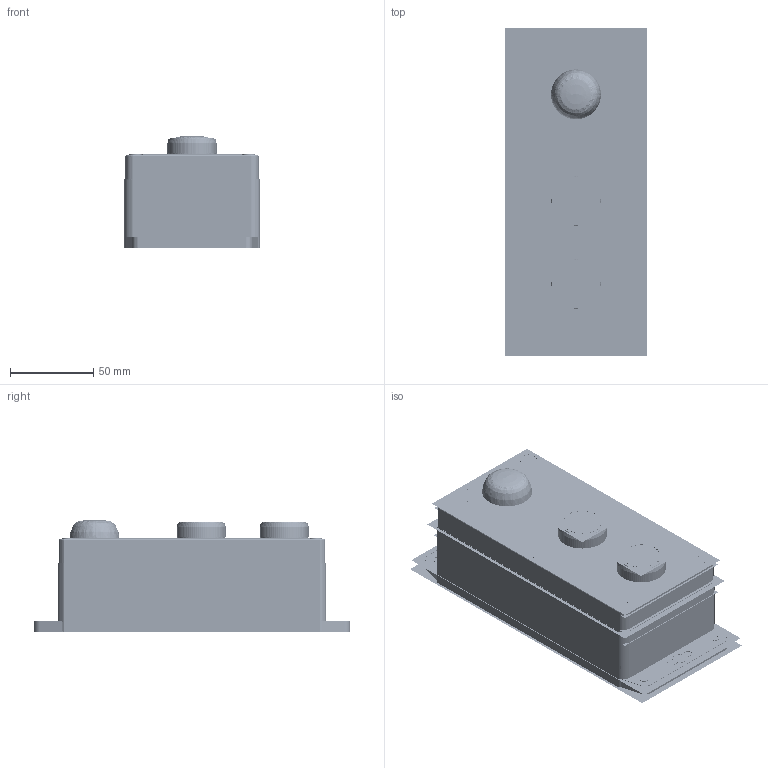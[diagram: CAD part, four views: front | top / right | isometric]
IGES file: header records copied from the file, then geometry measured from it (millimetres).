
Start section:  PTC IGES file: 207945.igs
Global section: file name: 207945.igs; native system: Creo Parametric by PTC Inc.; preprocessor: 2016260; author: pdmadmin; organization: Unknown; date: 20180809.084145; units: millimetre
Bounding box: 84.65 x 196.97 x 67.7 mm (x, y, z)
Volume: 319114.3 mm3; surface area: 1612021.6 mm2
Topology: 232 solids, 232 shells, 11394 faces, 63959 edges, 85541 vertices
Faces by surface type: bspline 9490, revolution 1904
